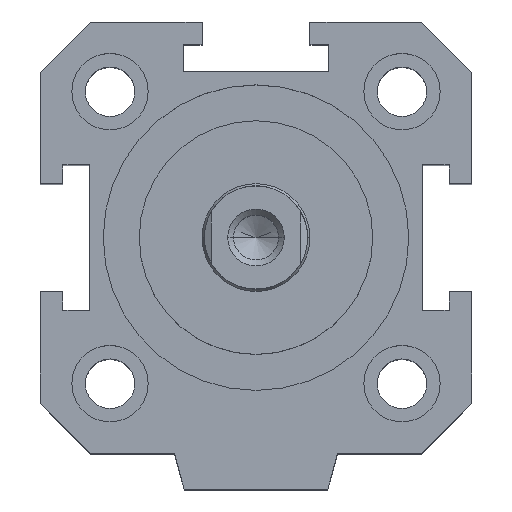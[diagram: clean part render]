
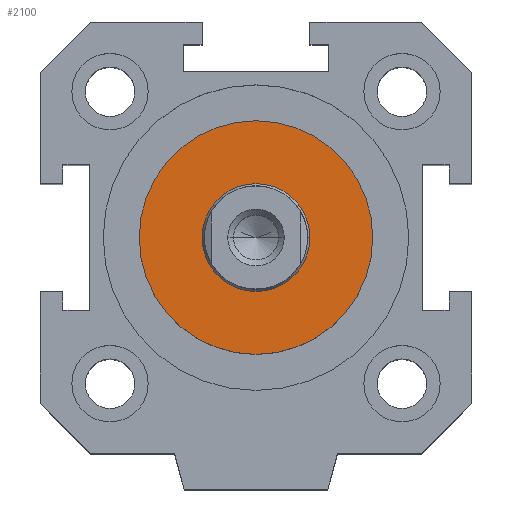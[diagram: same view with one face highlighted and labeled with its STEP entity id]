
A CAD part, top view. The second image highlights one B-rep face of the part: STEP entity #2100.
In plain terms, the highlighted planar face has unit normal (0, 0, 1).
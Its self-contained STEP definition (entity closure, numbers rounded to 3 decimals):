
#258=CARTESIAN_POINT('',(-13.0,0.,55.5));
#259=VERTEX_POINT('',#258);
#284=CARTESIAN_POINT('',(13.0,0.,55.5));
#285=VERTEX_POINT('',#284);
#292=CARTESIAN_POINT('',(0.0,0.0,55.5));
#293=DIRECTION('',(0.0,0.0,-1.0));
#294=DIRECTION('',(-1.0,0.0,0.0));
#295=AXIS2_PLACEMENT_3D('',#292,#293,#294);
#296=CIRCLE('',#295,13.0);
#297=EDGE_CURVE('',#285,#259,#296,.T.);
#360=CARTESIAN_POINT('',(0.0,-6.,55.5));
#361=VERTEX_POINT('',#360);
#377=CARTESIAN_POINT('',(0.,6.,55.5));
#378=VERTEX_POINT('',#377);
#385=CARTESIAN_POINT('',(0.0,0.0,55.5));
#386=DIRECTION('',(0.0,0.0,-1.0));
#387=DIRECTION('',(0.0,-1.0,0.0));
#388=AXIS2_PLACEMENT_3D('',#385,#386,#387);
#389=CIRCLE('',#388,6.);
#390=EDGE_CURVE('',#361,#378,#389,.T.);
#2019=CARTESIAN_POINT('',(0.0,0.0,55.5));
#2020=DIRECTION('',(0.0,0.0,-1.0));
#2021=DIRECTION('',(0.0,-1.0,0.0));
#2022=AXIS2_PLACEMENT_3D('',#2019,#2020,#2021);
#2023=CIRCLE('',#2022,6.);
#2024=EDGE_CURVE('',#378,#361,#2023,.T.);
#2075=CARTESIAN_POINT('',(0.0,0.0,55.5));
#2076=DIRECTION('',(0.0,0.0,-1.0));
#2077=DIRECTION('',(-1.0,0.0,0.0));
#2078=AXIS2_PLACEMENT_3D('',#2075,#2076,#2077);
#2079=CIRCLE('',#2078,13.0);
#2080=EDGE_CURVE('',#259,#285,#2079,.T.);
#2087=CARTESIAN_POINT('',(0.0,0.0,55.5));
#2088=DIRECTION('',(0.0,0.0,-1.0));
#2089=DIRECTION('',(-1.0,0.0,0.0));
#2090=AXIS2_PLACEMENT_3D('',#2087,#2088,#2089);
#2091=PLANE('',#2090);
#2092=ORIENTED_EDGE('',*,*,#297,.F.);
#2093=ORIENTED_EDGE('',*,*,#2080,.F.);
#2094=EDGE_LOOP('',(#2092,#2093));
#2095=FACE_OUTER_BOUND('',#2094,.T.);
#2096=ORIENTED_EDGE('',*,*,#390,.T.);
#2097=ORIENTED_EDGE('',*,*,#2024,.T.);
#2098=EDGE_LOOP('',(#2096,#2097));
#2099=FACE_BOUND('',#2098,.T.);
#2100=ADVANCED_FACE('',(#2095,#2099),#2091,.F.);
